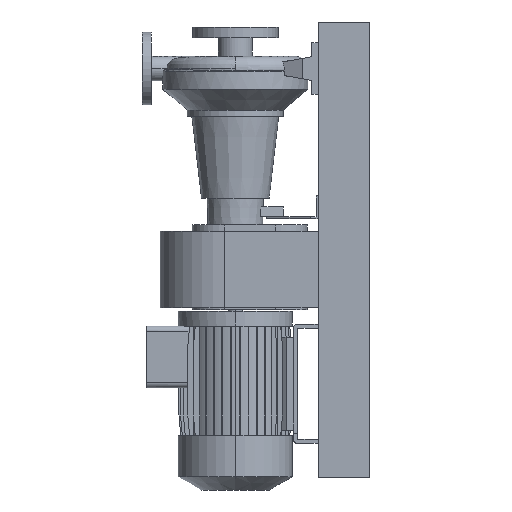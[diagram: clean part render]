
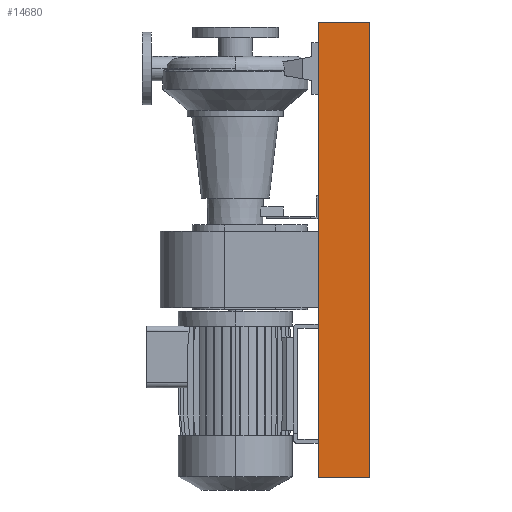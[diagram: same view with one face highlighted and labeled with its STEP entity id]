
A CAD part, left-side view. The second image highlights one B-rep face of the part: STEP entity #14680.
In plain terms, the highlighted planar face has unit normal (-1, 0, 0).
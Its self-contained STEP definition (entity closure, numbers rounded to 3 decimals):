
#317 = CARTESIAN_POINT ( 'NONE',  ( -150., -50., -440. ) ) ;
#715 = CARTESIAN_POINT ( 'NONE',  ( -150., -50., -440. ) ) ;
#1122 = AXIS2_PLACEMENT_3D ( 'NONE', #12783, #14209, #18959 ) ;
#1645 = LINE ( 'NONE', #317, #16053 ) ;
#2150 = VECTOR ( 'NONE', #11245, 1000. ) ;
#2220 = ORIENTED_EDGE ( 'NONE', *, *, #4300, .T. ) ;
#2228 = VERTEX_POINT ( 'NONE', #10743 ) ;
#3104 = EDGE_LOOP ( 'NONE', ( #17313, #12848, #18783, #2220 ) ) ;
#3829 = CARTESIAN_POINT ( 'NONE',  ( -150., 50., -440. ) ) ;
#4300 = EDGE_CURVE ( 'NONE', #5208, #9062, #1645, .T. ) ;
#4606 = EDGE_CURVE ( 'NONE', #2228, #9062, #11868, .T. ) ;
#4725 = EDGE_CURVE ( 'NONE', #7091, #2228, #15620, .T. ) ;
#5190 = FACE_OUTER_BOUND ( 'NONE', #3104, .T. ) ;
#5208 = VERTEX_POINT ( 'NONE', #5463 ) ;
#5463 = CARTESIAN_POINT ( 'NONE',  ( -150., -50., -440. ) ) ;
#6377 = CARTESIAN_POINT ( 'NONE',  ( -150., -50., 440. ) ) ;
#7091 = VERTEX_POINT ( 'NONE', #3829 ) ;
#7208 = LINE ( 'NONE', #715, #19484 ) ;
#8124 = PLANE ( 'NONE',  #1122 ) ;
#9062 = VERTEX_POINT ( 'NONE', #6377 ) ;
#10743 = CARTESIAN_POINT ( 'NONE',  ( -150., 50., 440. ) ) ;
#11245 = DIRECTION ( 'NONE',  ( 0., 0., 1. ) ) ;
#11267 = DIRECTION ( 'NONE',  ( 0., 0., 1. ) ) ;
#11462 = DIRECTION ( 'NONE',  ( 0., -1., 0. ) ) ;
#11843 = VECTOR ( 'NONE', #13596, 1000. ) ;
#11868 = LINE ( 'NONE', #16836, #11843 ) ;
#12571 = CARTESIAN_POINT ( 'NONE',  ( -150., 50., -440. ) ) ;
#12783 = CARTESIAN_POINT ( 'NONE',  ( -150., -50., -440. ) ) ;
#12848 = ORIENTED_EDGE ( 'NONE', *, *, #4725, .F. ) ;
#13596 = DIRECTION ( 'NONE',  ( 0., -1., 0. ) ) ;
#14209 = DIRECTION ( 'NONE',  ( -1., 0., 0. ) ) ;
#14680 = ADVANCED_FACE ( 'NONE', ( #5190 ), #8124, .T. ) ;
#15620 = LINE ( 'NONE', #12571, #2150 ) ;
#16053 = VECTOR ( 'NONE', #11267, 1000. ) ;
#16091 = EDGE_CURVE ( 'NONE', #7091, #5208, #7208, .T. ) ;
#16836 = CARTESIAN_POINT ( 'NONE',  ( -150., -50., 440. ) ) ;
#17313 = ORIENTED_EDGE ( 'NONE', *, *, #4606, .F. ) ;
#18783 = ORIENTED_EDGE ( 'NONE', *, *, #16091, .T. ) ;
#18959 = DIRECTION ( 'NONE',  ( 0., 0., 1. ) ) ;
#19484 = VECTOR ( 'NONE', #11462, 1000. ) ;
